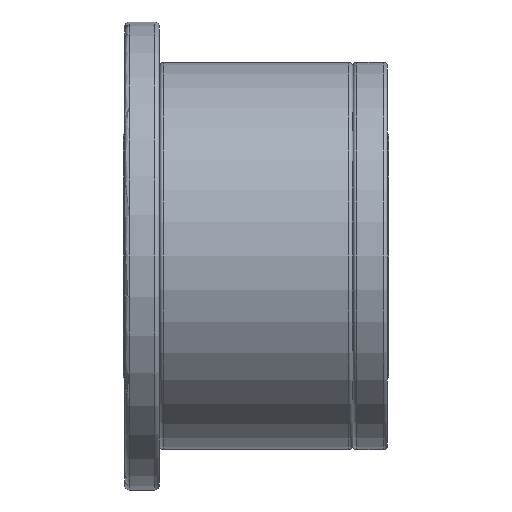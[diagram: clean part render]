
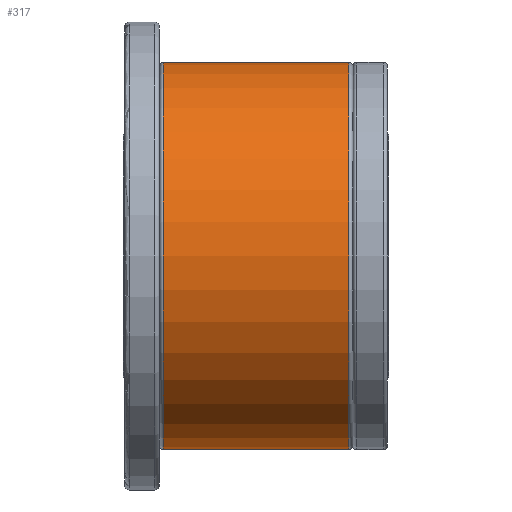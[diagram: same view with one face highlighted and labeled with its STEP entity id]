
A CAD part, front view. The second image highlights one B-rep face of the part: STEP entity #317.
In plain terms, the highlighted cylindrical face has radius 115 mm (diameter 230 mm), a partial arc.
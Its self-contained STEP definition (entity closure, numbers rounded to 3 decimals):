
#317=ADVANCED_FACE('',(#917),#918,.T.);
#917=FACE_OUTER_BOUND('',#1534,.T.);
#918=CYLINDRICAL_SURFACE('',#1535,115.0);
#1534=EDGE_LOOP('',(#3737,#3738,#3739,#3740,#3741,#3742));
#1535=AXIS2_PLACEMENT_3D('',#3743,#3744,#3745);
#3737=ORIENTED_EDGE('',*,*,#3822,.T.);
#3738=ORIENTED_EDGE('',*,*,#4516,.F.);
#3739=ORIENTED_EDGE('',*,*,#4515,.F.);
#3740=ORIENTED_EDGE('',*,*,#3824,.T.);
#3741=ORIENTED_EDGE('',*,*,#4514,.T.);
#3742=ORIENTED_EDGE('',*,*,#4513,.T.);
#3743=CARTESIAN_POINT('',(79.0,0.0,0.0));
#3744=DIRECTION('',(1.0,0.0,0.0));
#3745=DIRECTION('',(0.0,0.0,-1.0));
#3822=EDGE_CURVE('',#4543,#4544,#4545,.T.);
#3824=EDGE_CURVE('',#4548,#4546,#4549,.T.);
#4513=EDGE_CURVE('',#5697,#4543,#5698,.T.);
#4514=EDGE_CURVE('',#4546,#5697,#5699,.T.);
#4515=EDGE_CURVE('',#4548,#5700,#5701,.T.);
#4516=EDGE_CURVE('',#5700,#4544,#5702,.T.);
#4543=VERTEX_POINT('',#5735);
#4544=VERTEX_POINT('',#5736);
#4545=LINE('',#5737,#5738);
#4546=VERTEX_POINT('',#5739);
#4548=VERTEX_POINT('',#5741);
#4549=LINE('',#5742,#5743);
#5697=VERTEX_POINT('',#7584);
#5698=CIRCLE('',#7585,115.0);
#5699=CIRCLE('',#7586,115.0);
#5700=VERTEX_POINT('',#7587);
#5701=CIRCLE('',#7588,115.0);
#5702=CIRCLE('',#7589,115.0);
#5735=CARTESIAN_POINT('',(23.8,0.,-115.0));
#5736=CARTESIAN_POINT('',(134.2,0.,-115.0));
#5737=CARTESIAN_POINT('',(79.0,0.,-115.0));
#5738=VECTOR('',#7622,1.0);
#5739=CARTESIAN_POINT('',(23.8,0.,115.0));
#5741=CARTESIAN_POINT('',(134.2,0.,115.0));
#5742=CARTESIAN_POINT('',(79.0,0.,115.0));
#5743=VECTOR('',#7626,1.0);
#7584=CARTESIAN_POINT('',(23.8,-115.0,0.));
#7585=AXIS2_PLACEMENT_3D('',#8972,#8973,#8974);
#7586=AXIS2_PLACEMENT_3D('',#8975,#8976,#8977);
#7587=CARTESIAN_POINT('',(134.2,-115.0,0.0));
#7588=AXIS2_PLACEMENT_3D('',#8978,#8979,#8980);
#7589=AXIS2_PLACEMENT_3D('',#8981,#8982,#8983);
#7622=DIRECTION('',(1.0,0.0,0.0));
#7626=DIRECTION('',(-1.0,-0.0,-0.0));
#8972=CARTESIAN_POINT('',(23.8,0.,0.));
#8973=DIRECTION('',(1.0,0.0,0.0));
#8974=DIRECTION('',(0.0,0.0,-1.0));
#8975=CARTESIAN_POINT('',(23.8,0.,0.));
#8976=DIRECTION('',(1.0,0.0,0.0));
#8977=DIRECTION('',(0.0,0.0,-1.0));
#8978=CARTESIAN_POINT('',(134.2,0.,0.0));
#8979=DIRECTION('',(1.0,0.0,0.0));
#8980=DIRECTION('',(0.0,0.0,-1.0));
#8981=CARTESIAN_POINT('',(134.2,0.,0.0));
#8982=DIRECTION('',(1.0,0.0,0.0));
#8983=DIRECTION('',(0.0,0.0,-1.0));
